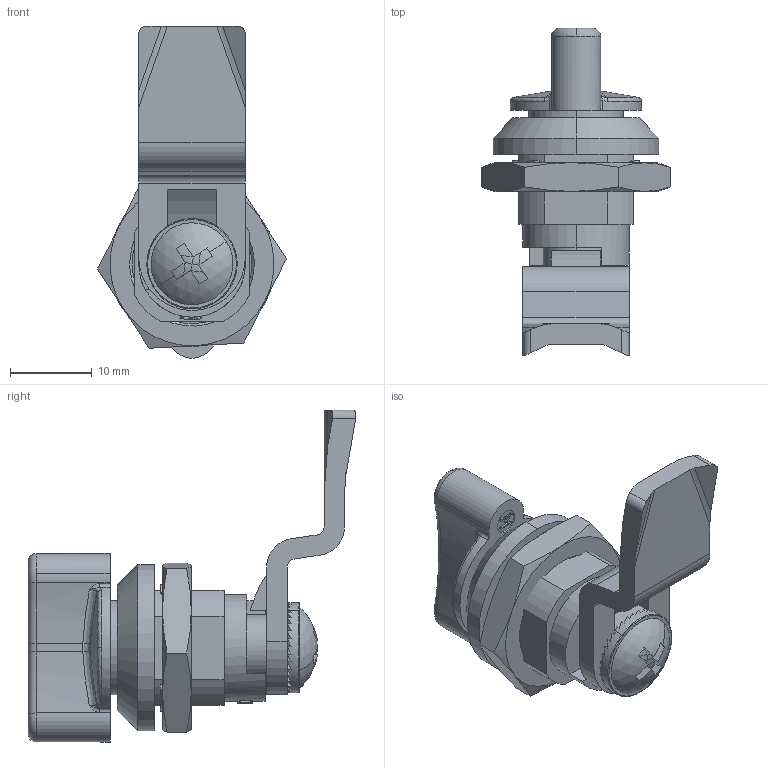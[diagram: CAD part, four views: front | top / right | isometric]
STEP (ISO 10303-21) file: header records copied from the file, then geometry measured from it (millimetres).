
FILE_DESCRIPTION (( 'STEP AP214' ), '1' );
FILE_NAME ('166.MF.MF.DD.11.STEP', '2022-08-06T08:45:03', ( '' ), ( '' ), 'SwSTEP 2.0', 'SolidWorks 2021', '' );
FILE_SCHEMA (( 'AUTOMOTIVE_DESIGN' ));
Length unit declared in the file: millimetre
Products named in the file (7): 20501019_Varsay考an; CC11; 30603164; 166.MF.MF.DD.11; 166-kelebek; 066-Kovan_D˜žL˜; Dil_11-CC
Assembly tree (6 placements, depth 3):
  166.MF.MF.DD.11
    066-Kovan_D˜žL˜
    Dil_11-CC
      CC11
    20501019_Varsay考an
    30603164
    166-kelebek
Bounding box: 23.06 x 39.99 x 40.49 mm (x, y, z)
Volume: 6445.9 mm3; surface area: 6146.4 mm2
Topology: 5 solids, 5 shells, 344 faces, 902 edges, 581 vertices
Faces by surface type: plane 156, bspline 83, cylinder 72, cone 22, torus 9, sphere 2
Entity records: 13937 total; most frequent: CARTESIAN_POINT 6016, ORIENTED_EDGE 1796, DIRECTION 1323, EDGE_CURVE 898, VERTEX_POINT 581, AXIS2_PLACEMENT_3D 466, LINE 391, VECTOR 391
